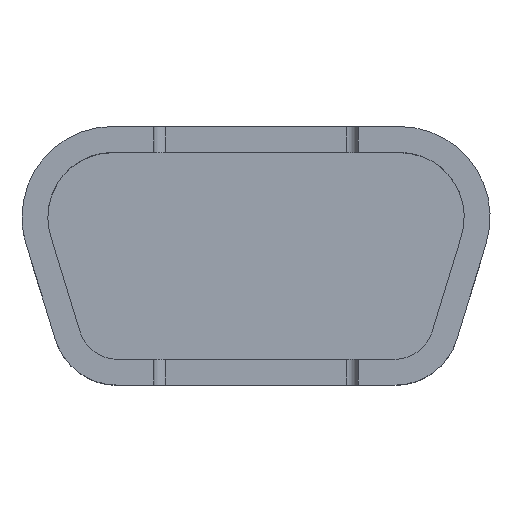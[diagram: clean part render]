
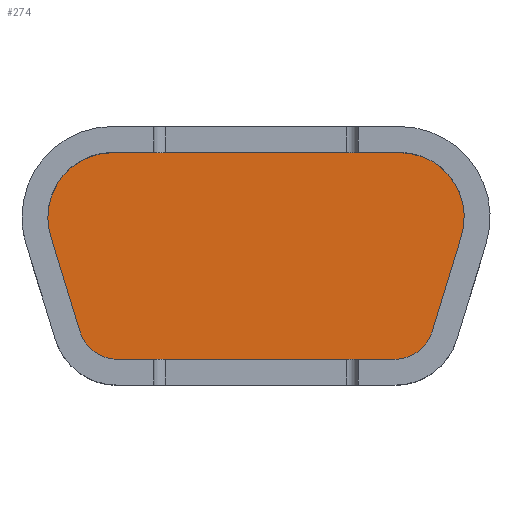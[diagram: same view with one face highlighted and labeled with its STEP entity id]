
A CAD part, top view. The second image highlights one B-rep face of the part: STEP entity #274.
In plain terms, the highlighted planar face has unit normal (0, 0, 1).
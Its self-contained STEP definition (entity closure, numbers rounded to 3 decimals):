
#28 = CARTESIAN_POINT ( 'NONE',  ( 6.807, -2.939, -2.9 ) ) ;
#42 = EDGE_CURVE ( 'NONE', #649, #1210, #435, .T. ) ;
#47 = VERTEX_POINT ( 'NONE', #516 ) ;
#66 = EDGE_CURVE ( 'NONE', #47, #529, #236, .T. ) ;
#101 = EDGE_CURVE ( 'NONE', #113, #47, #167, .T. ) ;
#113 = VERTEX_POINT ( 'NONE', #28 ) ;
#129 = EDGE_CURVE ( 'NONE', #720, #649, #1303, .T. ) ;
#166 = CARTESIAN_POINT ( 'NONE',  ( 5.373, -2.5, -2.9 ) ) ;
#167 = CIRCLE ( 'NONE', #170, 1.5 ) ;
#168 = DIRECTION ( 'NONE',  ( 0., 0., -1. ) ) ;
#169 = DIRECTION ( 'NONE',  ( -1., 0., 0. ) ) ;
#170 = AXIS2_PLACEMENT_3D ( 'NONE', #166, #168, #169 ) ;
#230 = DIRECTION ( 'NONE',  ( -1., 0., 0. ) ) ;
#234 = VECTOR ( 'NONE', #230, 1000. ) ;
#235 = CARTESIAN_POINT ( 'NONE',  ( 5.373, -4., -2.9 ) ) ;
#236 = LINE ( 'NONE', #235, #234 ) ;
#267 = ORIENTED_EDGE ( 'NONE', *, *, #129, .F. ) ;
#268 = ORIENTED_EDGE ( 'NONE', *, *, #681, .F. ) ;
#269 = EDGE_LOOP ( 'NONE', ( #282, #267, #268, #295, #275, #276, #271, #289, #283 ) ) ;
#271 = ORIENTED_EDGE ( 'NONE', *, *, #66, .F. ) ;
#274 = ADVANCED_FACE ( 'NONE', ( #571 ), #570, .F. ) ;
#275 = ORIENTED_EDGE ( 'NONE', *, *, #688, .F. ) ;
#276 = ORIENTED_EDGE ( 'NONE', *, *, #535, .F. ) ;
#282 = ORIENTED_EDGE ( 'NONE', *, *, #42, .F. ) ;
#283 = ORIENTED_EDGE ( 'NONE', *, *, #1222, .F. ) ;
#289 = ORIENTED_EDGE ( 'NONE', *, *, #101, .F. ) ;
#295 = ORIENTED_EDGE ( 'NONE', *, *, #665, .F. ) ;
#414 = CARTESIAN_POINT ( 'NONE',  ( 5.55, 1.5, -2.9 ) ) ;
#435 = CIRCLE ( 'NONE', #436, 2.5 ) ;
#436 = AXIS2_PLACEMENT_3D ( 'NONE', #414, #447, #448 ) ;
#447 = DIRECTION ( 'NONE',  ( 0., 0., -1. ) ) ;
#448 = DIRECTION ( 'NONE',  ( -1., 0., 0. ) ) ;
#516 = CARTESIAN_POINT ( 'NONE',  ( 5.373, -4., -2.9 ) ) ;
#529 = VERTEX_POINT ( 'NONE', #912 ) ;
#535 = EDGE_CURVE ( 'NONE', #529, #686, #911, .T. ) ;
#562 = DIRECTION ( 'NONE',  ( -1., 0., 0. ) ) ;
#563 = DIRECTION ( 'NONE',  ( 0., 0., -1. ) ) ;
#564 = CARTESIAN_POINT ( 'NONE',  ( 5.55, 1.5, -2.9 ) ) ;
#565 = AXIS2_PLACEMENT_3D ( 'NONE', #564, #563, #562 ) ;
#570 = PLANE ( 'NONE',  #565 ) ;
#571 = FACE_OUTER_BOUND ( 'NONE', #269, .T. ) ;
#620 = VERTEX_POINT ( 'NONE', #1031 ) ;
#649 = VERTEX_POINT ( 'NONE', #1073 ) ;
#665 = EDGE_CURVE ( 'NONE', #620, #678, #1036, .T. ) ;
#678 = VERTEX_POINT ( 'NONE', #1098 ) ;
#681 = EDGE_CURVE ( 'NONE', #678, #720, #1096, .T. ) ;
#686 = VERTEX_POINT ( 'NONE', #1111 ) ;
#688 = EDGE_CURVE ( 'NONE', #686, #620, #1110, .T. ) ;
#720 = VERTEX_POINT ( 'NONE', #1122 ) ;
#911 = CIRCLE ( 'NONE', #930, 1.5 ) ;
#912 = CARTESIAN_POINT ( 'NONE',  ( -5.373, -4., -2.9 ) ) ;
#927 = DIRECTION ( 'NONE',  ( -1., 0., 0. ) ) ;
#928 = DIRECTION ( 'NONE',  ( 0., 0., -1. ) ) ;
#929 = CARTESIAN_POINT ( 'NONE',  ( -5.373, -2.5, -2.9 ) ) ;
#930 = AXIS2_PLACEMENT_3D ( 'NONE', #929, #928, #927 ) ;
#1011 = CARTESIAN_POINT ( 'NONE',  ( -5.55, 1.5, -2.9 ) ) ;
#1031 = CARTESIAN_POINT ( 'NONE',  ( -7.941, 0.769, -2.9 ) ) ;
#1033 = DIRECTION ( 'NONE',  ( -1., 0., 0. ) ) ;
#1034 = DIRECTION ( 'NONE',  ( 0., 0., -1. ) ) ;
#1035 = AXIS2_PLACEMENT_3D ( 'NONE', #1011, #1034, #1033 ) ;
#1036 = CIRCLE ( 'NONE', #1035, 2.5 ) ;
#1073 = CARTESIAN_POINT ( 'NONE',  ( 5.55, 4., -2.9 ) ) ;
#1086 = DIRECTION ( 'NONE',  ( -1., 0., 0. ) ) ;
#1087 = DIRECTION ( 'NONE',  ( 0., 0., -1. ) ) ;
#1088 = CARTESIAN_POINT ( 'NONE',  ( -5.55, 1.5, -2.9 ) ) ;
#1095 = AXIS2_PLACEMENT_3D ( 'NONE', #1088, #1087, #1086 ) ;
#1096 = CIRCLE ( 'NONE', #1095, 2.5 ) ;
#1098 = CARTESIAN_POINT ( 'NONE',  ( -8.05, 1.5, -2.9 ) ) ;
#1107 = DIRECTION ( 'NONE',  ( -0.292, 0.956, 0. ) ) ;
#1108 = VECTOR ( 'NONE', #1107, 1000. ) ;
#1109 = CARTESIAN_POINT ( 'NONE',  ( -6.807, -2.939, -2.9 ) ) ;
#1110 = LINE ( 'NONE', #1109, #1108 ) ;
#1111 = CARTESIAN_POINT ( 'NONE',  ( -6.807, -2.939, -2.9 ) ) ;
#1122 = CARTESIAN_POINT ( 'NONE',  ( -5.55, 4., -2.9 ) ) ;
#1210 = VERTEX_POINT ( 'NONE', #1273 ) ;
#1222 = EDGE_CURVE ( 'NONE', #1210, #113, #1256, .T. ) ;
#1253 = DIRECTION ( 'NONE',  ( -0.292, -0.956, 0. ) ) ;
#1254 = VECTOR ( 'NONE', #1253, 1000. ) ;
#1255 = CARTESIAN_POINT ( 'NONE',  ( 7.941, 0.769, -2.9 ) ) ;
#1256 = LINE ( 'NONE', #1255, #1254 ) ;
#1273 = CARTESIAN_POINT ( 'NONE',  ( 7.941, 0.769, -2.9 ) ) ;
#1300 = DIRECTION ( 'NONE',  ( 1., 0., 0. ) ) ;
#1301 = VECTOR ( 'NONE', #1300, 1000. ) ;
#1302 = CARTESIAN_POINT ( 'NONE',  ( -5.55, 4., -2.9 ) ) ;
#1303 = LINE ( 'NONE', #1302, #1301 ) ;
